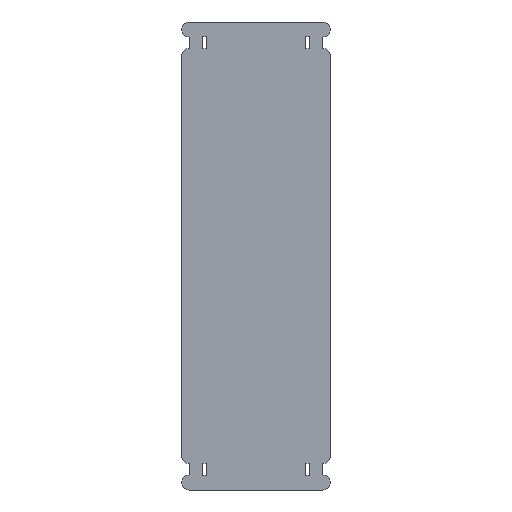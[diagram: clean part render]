
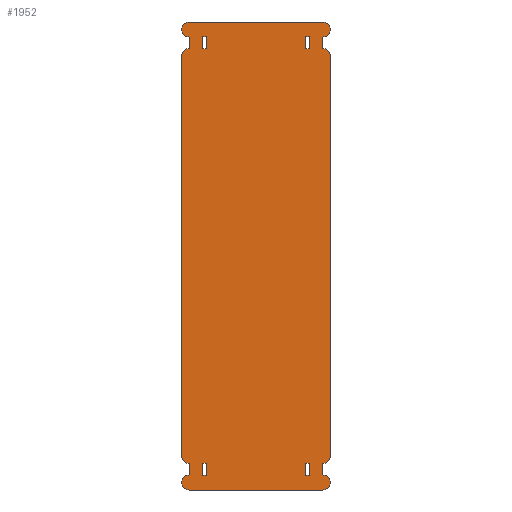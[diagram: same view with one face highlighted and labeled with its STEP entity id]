
A CAD part, front view. The second image highlights one B-rep face of the part: STEP entity #1952.
In plain terms, the highlighted planar face has unit normal (0, -1, 0).
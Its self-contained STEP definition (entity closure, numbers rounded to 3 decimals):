
#1=DIRECTION('',(-1.,0.,0.));
#2=VECTOR('',#1,1.5);
#3=CARTESIAN_POINT('',(9.75,0.,-10.7));
#4=LINE('',#3,#2);
#5=DIRECTION('',(0.,0.,-1.));
#6=VECTOR('',#5,4.9);
#7=CARTESIAN_POINT('',(9.75,0.,-5.8));
#8=LINE('',#7,#6);
#9=DIRECTION('',(1.,0.,0.));
#10=VECTOR('',#9,1.5);
#11=CARTESIAN_POINT('',(8.25,0.,-5.8));
#12=LINE('',#11,#10);
#13=DIRECTION('',(0.,0.,1.));
#14=VECTOR('',#13,4.9);
#15=CARTESIAN_POINT('',(8.25,0.,-10.7));
#16=LINE('',#15,#14);
#17=DIRECTION('',(0.,0.,1.));
#18=VECTOR('',#17,4.9);
#19=CARTESIAN_POINT('',(49.25,0.,-10.7));
#20=LINE('',#19,#18);
#21=DIRECTION('',(-1.,0.,0.));
#22=VECTOR('',#21,1.5);
#23=CARTESIAN_POINT('',(50.75,0.,-10.7));
#24=LINE('',#23,#22);
#25=DIRECTION('',(0.,0.,-1.));
#26=VECTOR('',#25,4.9);
#27=CARTESIAN_POINT('',(50.75,0.,-5.8));
#28=LINE('',#27,#26);
#29=DIRECTION('',(1.,0.,0.));
#30=VECTOR('',#29,1.5);
#31=CARTESIAN_POINT('',(49.25,0.,-5.8));
#32=LINE('',#31,#30);
#33=DIRECTION('',(0.,0.,1.));
#34=VECTOR('',#33,4.9);
#35=CARTESIAN_POINT('',(8.25,0.,-180.2));
#36=LINE('',#35,#34);
#37=DIRECTION('',(-1.,0.,0.));
#38=VECTOR('',#37,1.5);
#39=CARTESIAN_POINT('',(9.75,0.,-180.2));
#40=LINE('',#39,#38);
#41=DIRECTION('',(0.,0.,-1.));
#42=VECTOR('',#41,4.9);
#43=CARTESIAN_POINT('',(9.75,0.,-175.3));
#44=LINE('',#43,#42);
#45=DIRECTION('',(1.,0.,0.));
#46=VECTOR('',#45,1.5);
#47=CARTESIAN_POINT('',(8.25,0.,-175.3));
#48=LINE('',#47,#46);
#49=DIRECTION('',(0.,0.,1.));
#50=VECTOR('',#49,4.9);
#51=CARTESIAN_POINT('',(49.25,0.,-180.2));
#52=LINE('',#51,#50);
#53=DIRECTION('',(-1.,0.,0.));
#54=VECTOR('',#53,1.5);
#55=CARTESIAN_POINT('',(50.75,0.,-180.2));
#56=LINE('',#55,#54);
#57=DIRECTION('',(0.,0.,-1.));
#58=VECTOR('',#57,4.9);
#59=CARTESIAN_POINT('',(50.75,0.,-175.3));
#60=LINE('',#59,#58);
#61=DIRECTION('',(1.,0.,0.));
#62=VECTOR('',#61,1.5);
#63=CARTESIAN_POINT('',(49.25,0.,-175.3));
#64=LINE('',#63,#62);
#65=CARTESIAN_POINT('',(3.,0.,-13.5));
#66=DIRECTION('',(0.,1.,0.));
#67=DIRECTION('',(-1.,0.,0.));
#68=AXIS2_PLACEMENT_3D('',#65,#66,#67);
#70=DIRECTION('',(0.,0.,-1.));
#71=VECTOR('',#70,4.5);
#72=CARTESIAN_POINT('',(3.,0.,-6.));
#73=LINE('',#72,#71);
#74=DIRECTION('',(1.,0.,0.));
#75=VECTOR('',#74,53.);
#76=CARTESIAN_POINT('',(3.,0.,0.));
#77=LINE('',#76,#75);
#78=DIRECTION('',(0.,0.,1.));
#79=VECTOR('',#78,4.5);
#80=CARTESIAN_POINT('',(56.,0.,-10.5));
#81=LINE('',#80,#79);
#82=CARTESIAN_POINT('',(56.,0.,-13.5));
#83=DIRECTION('',(0.,1.,0.));
#84=DIRECTION('',(0.,0.,1.));
#85=AXIS2_PLACEMENT_3D('',#82,#83,#84);
#87=DIRECTION('',(0.,0.,-1.));
#88=VECTOR('',#87,159.);
#89=CARTESIAN_POINT('',(59.,0.,-13.5));
#90=LINE('',#89,#88);
#91=CARTESIAN_POINT('',(56.,0.,-172.5));
#92=DIRECTION('',(0.,1.,0.));
#93=DIRECTION('',(1.,0.,0.));
#94=AXIS2_PLACEMENT_3D('',#91,#92,#93);
#96=DIRECTION('',(0.,0.,1.));
#97=VECTOR('',#96,4.5);
#98=CARTESIAN_POINT('',(56.,0.,-180.));
#99=LINE('',#98,#97);
#100=DIRECTION('',(-1.,0.,0.));
#101=VECTOR('',#100,53.);
#102=CARTESIAN_POINT('',(56.,0.,-186.));
#103=LINE('',#102,#101);
#104=DIRECTION('',(0.,0.,-1.));
#105=VECTOR('',#104,4.5);
#106=CARTESIAN_POINT('',(3.,0.,-175.5));
#107=LINE('',#106,#105);
#108=CARTESIAN_POINT('',(3.,0.,-172.5));
#109=DIRECTION('',(0.,1.,0.));
#110=DIRECTION('',(0.,0.,-1.));
#111=AXIS2_PLACEMENT_3D('',#108,#109,#110);
#113=DIRECTION('',(0.,0.,1.));
#114=VECTOR('',#113,159.);
#115=CARTESIAN_POINT('',(0.,0.,-172.5));
#116=LINE('',#115,#114);
#514=CARTESIAN_POINT('',(3.,0.,-3.));
#515=DIRECTION('',(0.,-1.,0.));
#516=DIRECTION('',(0.,0.,1.));
#517=AXIS2_PLACEMENT_3D('',#514,#515,#516);
#535=CARTESIAN_POINT('',(56.,0.,-3.));
#536=DIRECTION('',(0.,-1.,0.));
#537=DIRECTION('',(0.,0.,-1.));
#538=AXIS2_PLACEMENT_3D('',#535,#536,#537);
#613=CARTESIAN_POINT('',(3.,0.,-183.));
#614=DIRECTION('',(0.,-1.,0.));
#615=DIRECTION('',(0.,0.,1.));
#616=AXIS2_PLACEMENT_3D('',#613,#614,#615);
#640=CARTESIAN_POINT('',(56.,0.,-183.));
#641=DIRECTION('',(0.,-1.,0.));
#642=DIRECTION('',(0.,0.,-1.));
#643=AXIS2_PLACEMENT_3D('',#640,#641,#642);
#1457=CARTESIAN_POINT('',(9.75,0.,-10.7));
#1458=CARTESIAN_POINT('',(8.25,0.,-10.7));
#1459=VERTEX_POINT('',#1457);
#1460=VERTEX_POINT('',#1458);
#1461=CARTESIAN_POINT('',(8.25,0.,-5.8));
#1462=VERTEX_POINT('',#1461);
#1463=CARTESIAN_POINT('',(9.75,0.,-5.8));
#1464=VERTEX_POINT('',#1463);
#1465=CARTESIAN_POINT('',(49.25,0.,-10.7));
#1466=CARTESIAN_POINT('',(49.25,0.,-5.8));
#1467=VERTEX_POINT('',#1465);
#1468=VERTEX_POINT('',#1466);
#1469=CARTESIAN_POINT('',(50.75,0.,-5.8));
#1470=VERTEX_POINT('',#1469);
#1471=CARTESIAN_POINT('',(50.75,0.,-10.7));
#1472=VERTEX_POINT('',#1471);
#1473=CARTESIAN_POINT('',(8.25,0.,-180.2));
#1474=CARTESIAN_POINT('',(8.25,0.,-175.3));
#1475=VERTEX_POINT('',#1473);
#1476=VERTEX_POINT('',#1474);
#1477=CARTESIAN_POINT('',(9.75,0.,-175.3));
#1478=VERTEX_POINT('',#1477);
#1479=CARTESIAN_POINT('',(9.75,0.,-180.2));
#1480=VERTEX_POINT('',#1479);
#1481=CARTESIAN_POINT('',(49.25,0.,-180.2));
#1482=CARTESIAN_POINT('',(49.25,0.,-175.3));
#1483=VERTEX_POINT('',#1481);
#1484=VERTEX_POINT('',#1482);
#1485=CARTESIAN_POINT('',(50.75,0.,-175.3));
#1486=VERTEX_POINT('',#1485);
#1487=CARTESIAN_POINT('',(50.75,0.,-180.2));
#1488=VERTEX_POINT('',#1487);
#1521=CARTESIAN_POINT('',(3.,0.,0.));
#1523=VERTEX_POINT('',#1521);
#1525=CARTESIAN_POINT('',(56.,0.,0.));
#1527=VERTEX_POINT('',#1525);
#1529=CARTESIAN_POINT('',(3.,0.,-186.));
#1531=VERTEX_POINT('',#1529);
#1533=CARTESIAN_POINT('',(56.,0.,-186.));
#1535=VERTEX_POINT('',#1533);
#1537=CARTESIAN_POINT('',(0.,0.,-13.5));
#1538=CARTESIAN_POINT('',(3.,0.,-10.5));
#1539=VERTEX_POINT('',#1537);
#1540=VERTEX_POINT('',#1538);
#1541=CARTESIAN_POINT('',(3.,0.,-6.));
#1542=VERTEX_POINT('',#1541);
#1543=CARTESIAN_POINT('',(56.,0.,-10.5));
#1544=CARTESIAN_POINT('',(56.,0.,-6.));
#1545=VERTEX_POINT('',#1543);
#1546=VERTEX_POINT('',#1544);
#1547=CARTESIAN_POINT('',(59.,0.,-13.5));
#1548=VERTEX_POINT('',#1547);
#1549=CARTESIAN_POINT('',(3.,0.,-175.5));
#1550=CARTESIAN_POINT('',(0.,0.,-172.5));
#1551=VERTEX_POINT('',#1549);
#1552=VERTEX_POINT('',#1550);
#1553=CARTESIAN_POINT('',(3.,0.,-180.));
#1554=VERTEX_POINT('',#1553);
#1555=CARTESIAN_POINT('',(56.,0.,-180.));
#1556=CARTESIAN_POINT('',(56.,0.,-175.5));
#1557=VERTEX_POINT('',#1555);
#1558=VERTEX_POINT('',#1556);
#1559=CARTESIAN_POINT('',(59.,0.,-172.5));
#1560=VERTEX_POINT('',#1559);
#1873=CARTESIAN_POINT('',(0.,0.,0.));
#1874=DIRECTION('',(0.,1.,0.));
#1875=DIRECTION('',(1.,0.,0.));
#1876=AXIS2_PLACEMENT_3D('',#1873,#1874,#1875);
#1877=PLANE('',#1876);
#1879=ORIENTED_EDGE('',*,*,#1878,.T.);
#1881=ORIENTED_EDGE('',*,*,#1880,.F.);
#1883=ORIENTED_EDGE('',*,*,#1882,.F.);
#1885=ORIENTED_EDGE('',*,*,#1884,.T.);
#1887=ORIENTED_EDGE('',*,*,#1886,.F.);
#1889=ORIENTED_EDGE('',*,*,#1888,.F.);
#1891=ORIENTED_EDGE('',*,*,#1890,.T.);
#1893=ORIENTED_EDGE('',*,*,#1892,.T.);
#1895=ORIENTED_EDGE('',*,*,#1894,.T.);
#1897=ORIENTED_EDGE('',*,*,#1896,.F.);
#1899=ORIENTED_EDGE('',*,*,#1898,.F.);
#1901=ORIENTED_EDGE('',*,*,#1900,.T.);
#1903=ORIENTED_EDGE('',*,*,#1902,.F.);
#1905=ORIENTED_EDGE('',*,*,#1904,.F.);
#1907=ORIENTED_EDGE('',*,*,#1906,.T.);
#1909=ORIENTED_EDGE('',*,*,#1908,.T.);
#1910=EDGE_LOOP('',(#1879,#1881,#1883,#1885,#1887,#1889,#1891,#1893,#1895,#1897,
#1899,#1901,#1903,#1905,#1907,#1909));
#1911=FACE_OUTER_BOUND('',#1910,.F.);
#1913=ORIENTED_EDGE('',*,*,#1912,.F.);
#1915=ORIENTED_EDGE('',*,*,#1914,.F.);
#1917=ORIENTED_EDGE('',*,*,#1916,.F.);
#1919=ORIENTED_EDGE('',*,*,#1918,.F.);
#1920=EDGE_LOOP('',(#1913,#1915,#1917,#1919));
#1921=FACE_BOUND('',#1920,.F.);
#1923=ORIENTED_EDGE('',*,*,#1922,.F.);
#1925=ORIENTED_EDGE('',*,*,#1924,.F.);
#1927=ORIENTED_EDGE('',*,*,#1926,.F.);
#1929=ORIENTED_EDGE('',*,*,#1928,.F.);
#1930=EDGE_LOOP('',(#1923,#1925,#1927,#1929));
#1931=FACE_BOUND('',#1930,.F.);
#1933=ORIENTED_EDGE('',*,*,#1932,.F.);
#1935=ORIENTED_EDGE('',*,*,#1934,.F.);
#1937=ORIENTED_EDGE('',*,*,#1936,.F.);
#1939=ORIENTED_EDGE('',*,*,#1938,.F.);
#1940=EDGE_LOOP('',(#1933,#1935,#1937,#1939));
#1941=FACE_BOUND('',#1940,.F.);
#1943=ORIENTED_EDGE('',*,*,#1942,.F.);
#1945=ORIENTED_EDGE('',*,*,#1944,.F.);
#1947=ORIENTED_EDGE('',*,*,#1946,.F.);
#1949=ORIENTED_EDGE('',*,*,#1948,.F.);
#1950=EDGE_LOOP('',(#1943,#1945,#1947,#1949));
#1951=FACE_BOUND('',#1950,.F.);
#1952=ADVANCED_FACE('',(#1911,#1921,#1931,#1941,#1951),#1877,.F.);
#69=CIRCLE('',#68,3.);
#86=CIRCLE('',#85,3.);
#95=CIRCLE('',#94,3.);
#112=CIRCLE('',#111,3.);
#518=CIRCLE('',#517,3.);
#539=CIRCLE('',#538,3.);
#617=CIRCLE('',#616,3.);
#644=CIRCLE('',#643,3.);
#1878=EDGE_CURVE('',#1539,#1540,#69,.T.);
#1880=EDGE_CURVE('',#1542,#1540,#73,.T.);
#1882=EDGE_CURVE('',#1523,#1542,#518,.T.);
#1884=EDGE_CURVE('',#1523,#1527,#77,.T.);
#1886=EDGE_CURVE('',#1546,#1527,#539,.T.);
#1888=EDGE_CURVE('',#1545,#1546,#81,.T.);
#1890=EDGE_CURVE('',#1545,#1548,#86,.T.);
#1892=EDGE_CURVE('',#1548,#1560,#90,.T.);
#1894=EDGE_CURVE('',#1560,#1558,#95,.T.);
#1896=EDGE_CURVE('',#1557,#1558,#99,.T.);
#1898=EDGE_CURVE('',#1535,#1557,#644,.T.);
#1900=EDGE_CURVE('',#1535,#1531,#103,.T.);
#1902=EDGE_CURVE('',#1554,#1531,#617,.T.);
#1904=EDGE_CURVE('',#1551,#1554,#107,.T.);
#1906=EDGE_CURVE('',#1551,#1552,#112,.T.);
#1908=EDGE_CURVE('',#1552,#1539,#116,.T.);
#1912=EDGE_CURVE('',#1467,#1468,#20,.T.);
#1914=EDGE_CURVE('',#1472,#1467,#24,.T.);
#1916=EDGE_CURVE('',#1470,#1472,#28,.T.);
#1918=EDGE_CURVE('',#1468,#1470,#32,.T.);
#1922=EDGE_CURVE('',#1475,#1476,#36,.T.);
#1924=EDGE_CURVE('',#1480,#1475,#40,.T.);
#1926=EDGE_CURVE('',#1478,#1480,#44,.T.);
#1928=EDGE_CURVE('',#1476,#1478,#48,.T.);
#1932=EDGE_CURVE('',#1483,#1484,#52,.T.);
#1934=EDGE_CURVE('',#1488,#1483,#56,.T.);
#1936=EDGE_CURVE('',#1486,#1488,#60,.T.);
#1938=EDGE_CURVE('',#1484,#1486,#64,.T.);
#1942=EDGE_CURVE('',#1459,#1460,#4,.T.);
#1944=EDGE_CURVE('',#1464,#1459,#8,.T.);
#1946=EDGE_CURVE('',#1462,#1464,#12,.T.);
#1948=EDGE_CURVE('',#1460,#1462,#16,.T.);
